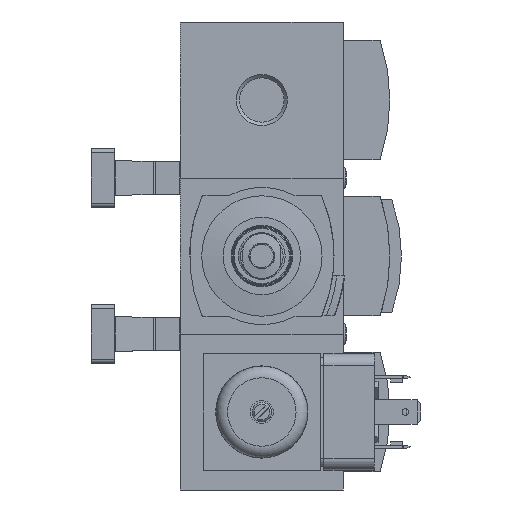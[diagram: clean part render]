
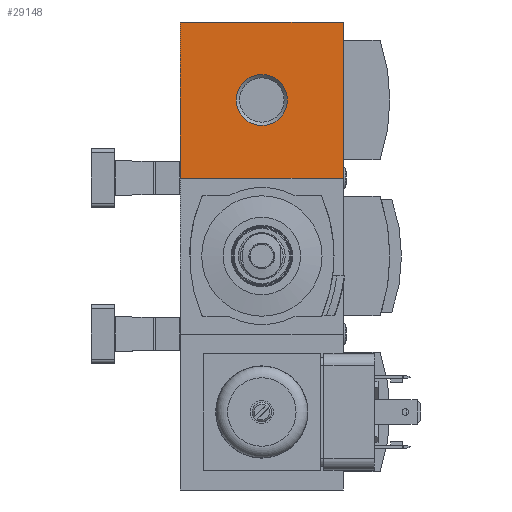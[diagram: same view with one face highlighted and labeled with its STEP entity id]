
A CAD part, front view. The second image highlights one B-rep face of the part: STEP entity #29148.
In plain terms, the highlighted planar face has unit normal (0, -1, 0).
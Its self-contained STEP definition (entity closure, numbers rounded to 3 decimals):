
#333=PLANE('',#30577);
#1227=LINE('',#39194,#3748);
#1333=LINE('',#39416,#3854);
#1348=LINE('',#39454,#3869);
#1418=LINE('',#39702,#3939);
#3748=VECTOR('',#32512,1000.);
#3854=VECTOR('',#32684,1000.);
#3869=VECTOR('',#32713,1000.);
#3939=VECTOR('',#32913,1000.);
#6922=ORIENTED_EDGE('',*,*,#13483,.F.);
#6923=ORIENTED_EDGE('',*,*,#13085,.F.);
#6924=ORIENTED_EDGE('',*,*,#13199,.F.);
#6925=ORIENTED_EDGE('',*,*,#13340,.F.);
#6926=ORIENTED_EDGE('',*,*,#13219,.F.);
#13085=EDGE_CURVE('',#16438,#16439,#1227,.T.);
#13199=EDGE_CURVE('',#16521,#16438,#1333,.T.);
#13219=EDGE_CURVE('',#16439,#16538,#1348,.T.);
#13340=EDGE_CURVE('',#16538,#16521,#1418,.T.);
#13483=EDGE_CURVE('',#16765,#16765,#18741,.T.);
#16438=VERTEX_POINT('',#39193);
#16439=VERTEX_POINT('',#39195);
#16521=VERTEX_POINT('',#39415);
#16538=VERTEX_POINT('',#39455);
#16765=VERTEX_POINT('',#39986);
#18741=CIRCLE('',#30578,6.579);
#19408=EDGE_LOOP('',(#6922));
#19409=EDGE_LOOP('',(#6923,#6924,#6925,#6926));
#20932=FACE_BOUND('',#19408,.T.);
#20933=FACE_BOUND('',#19409,.T.);
#29148=ADVANCED_FACE('',(#20932,#20933),#333,.F.);
#30577=AXIS2_PLACEMENT_3D('',#39984,#33144,#33145);
#30578=AXIS2_PLACEMENT_3D('',#39985,#33146,#33147);
#32512=DIRECTION('',(0.,0.,1.));
#32684=DIRECTION('',(-1.,0.,0.));
#32713=DIRECTION('',(1.,0.,0.));
#32913=DIRECTION('',(0.,0.,-1.));
#33144=DIRECTION('',(0.,1.,0.));
#33145=DIRECTION('',(0.,0.,1.));
#33146=DIRECTION('',(0.,-1.,0.));
#33147=DIRECTION('',(0.,0.,-1.));
#39193=CARTESIAN_POINT('',(-21.,-31.5,-20.1));
#39194=CARTESIAN_POINT('',(-21.,-31.5,-20.1));
#39195=CARTESIAN_POINT('',(-21.,-31.5,20.1));
#39415=CARTESIAN_POINT('',(21.,-31.5,-20.1));
#39416=CARTESIAN_POINT('',(21.,-31.5,-20.1));
#39454=CARTESIAN_POINT('',(-21.,-31.5,20.1));
#39455=CARTESIAN_POINT('',(21.,-31.5,20.1));
#39702=CARTESIAN_POINT('',(21.,-31.5,20.1));
#39984=CARTESIAN_POINT('',(0.,-31.5,0.));
#39985=CARTESIAN_POINT('',(0.,-31.5,0.));
#39986=CARTESIAN_POINT('',(0.,-31.5,-6.579));
